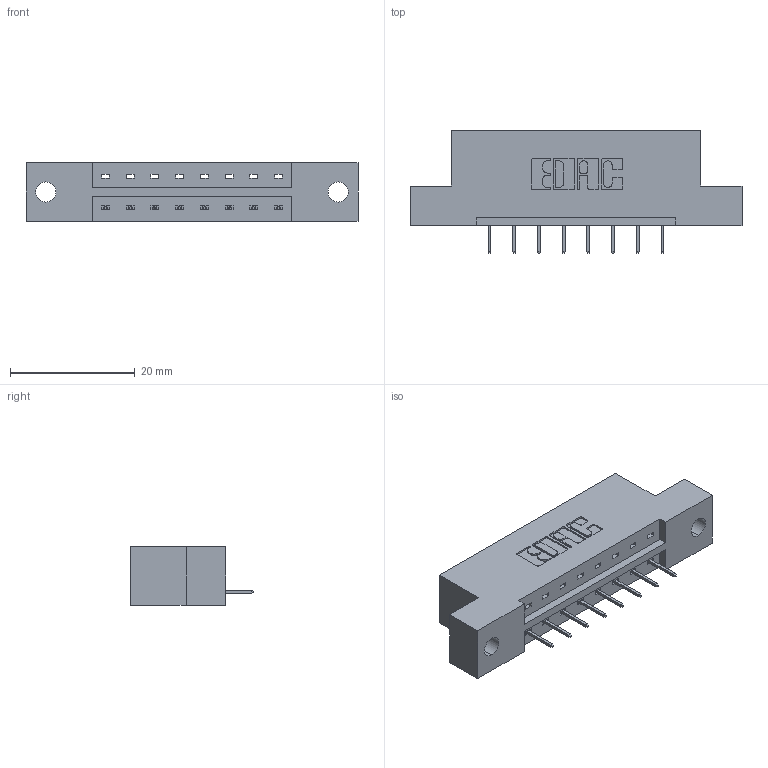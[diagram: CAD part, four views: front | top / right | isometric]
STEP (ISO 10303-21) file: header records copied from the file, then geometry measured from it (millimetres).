
FILE_DESCRIPTION (( 'STEP AP203' ), '1' );
FILE_NAME ('833-008-524-102.STEP', '2020-05-30T15:59:13', ( '' ), ( '' ), 'SwSTEP 2.0', 'SolidWorks 2020', '' );
FILE_SCHEMA (( 'CONFIG_CONTROL_DESIGN' ));
Length unit declared in the file: inch
Products named in the file (3): 833-008-524-102; 345-292-001_345-293-124; 833 Part_Flush - .128 Dia
Assembly tree (9 placements, depth 2):
  833-008-524-102
    833 Part_Flush - .128 Dia
    345-292-001_345-293-124  x8
Bounding box: 53.24 x 19.69 x 9.4 mm (x, y, z)
Volume: 4996.6 mm3; surface area: 4802.8 mm2
Topology: 9 solids, 9 shells, 610 faces, 1751 edges, 1134 vertices
Faces by surface type: plane 454, cylinder 156
Entity records: 9365 total; most frequent: CARTESIAN_POINT 1626, ORIENTED_EDGE 1570, DIRECTION 1441, EDGE_CURVE 785, LINE 661, VECTOR 661, VERTEX_POINT 518, AXIS2_PLACEMENT_3D 390
